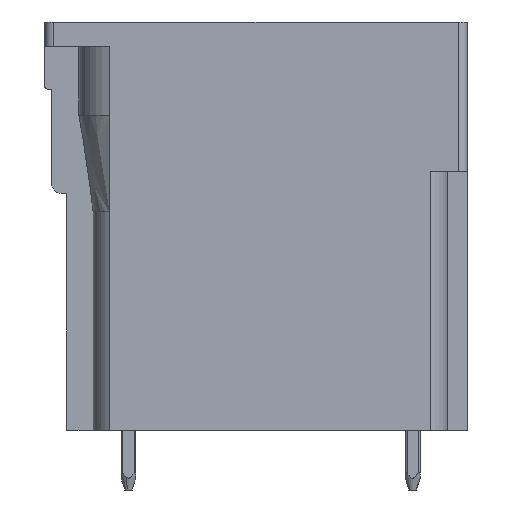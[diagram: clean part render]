
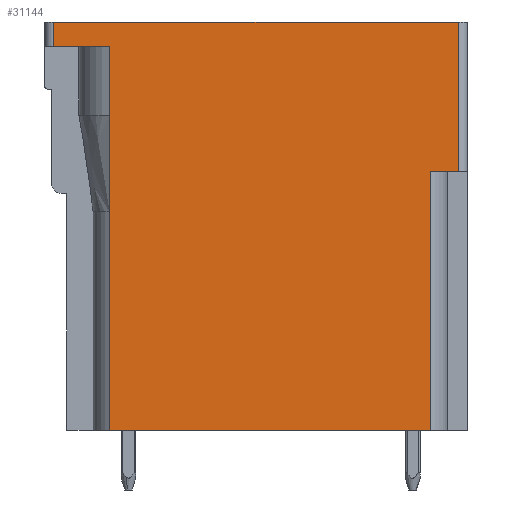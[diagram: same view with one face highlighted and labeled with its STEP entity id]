
A CAD part, left-side view. The second image highlights one B-rep face of the part: STEP entity #31144.
In plain terms, the highlighted planar face has unit normal (-1, 0, 0).
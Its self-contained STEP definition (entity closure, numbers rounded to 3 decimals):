
#31120=AXIS2_PLACEMENT_3D('Plane Axis2P3D',#31117,#31118,#31119) ;
#110=CARTESIAN_POINT('Vertex',(0.,22.2,25.1)) ;
#113=CARTESIAN_POINT('Line Origine',(0.,11.35,25.1)) ;
#117=CARTESIAN_POINT('Vertex',(0.,0.5,25.1)) ;
#3679=CARTESIAN_POINT('Vertex',(0.,2.,3.2)) ;
#3695=CARTESIAN_POINT('Vertex',(0.,2.,17.1)) ;
#3698=CARTESIAN_POINT('Line Origine',(0.,2.,10.15)) ;
#24881=CARTESIAN_POINT('Vertex',(0.,0.5,17.1)) ;
#24884=CARTESIAN_POINT('Line Origine',(0.,1.25,17.1)) ;
#30192=CARTESIAN_POINT('Line Origine',(0.,0.5,14.15)) ;
#30664=CARTESIAN_POINT('Line Origine',(0.,10.6,3.2)) ;
#30668=CARTESIAN_POINT('Vertex',(0.,19.2,3.2)) ;
#31098=CARTESIAN_POINT('Line Origine',(0.,22.2,14.15)) ;
#31102=CARTESIAN_POINT('Vertex',(0.,22.2,23.8)) ;
#31117=CARTESIAN_POINT('Axis2P3D Location',(0.,0.,0.)) ;
#31122=CARTESIAN_POINT('Line Origine',(0.,20.7,23.8)) ;
#31126=CARTESIAN_POINT('Vertex',(0.,19.2,23.8)) ;
#31129=CARTESIAN_POINT('Line Origine',(0.,19.2,13.5)) ;
#114=DIRECTION('Vector Direction',(0.,-1.,0.)) ;
#3699=DIRECTION('Vector Direction',(0.,0.,1.)) ;
#24885=DIRECTION('Vector Direction',(0.,-1.,0.)) ;
#30193=DIRECTION('Vector Direction',(0.,0.,1.)) ;
#30665=DIRECTION('Vector Direction',(0.,-1.,0.)) ;
#31099=DIRECTION('Vector Direction',(0.,0.,1.)) ;
#31118=DIRECTION('Axis2P3D Direction',(-1.,0.,0.)) ;
#31119=DIRECTION('Axis2P3D XDirection',(0.,0.,1.)) ;
#31123=DIRECTION('Vector Direction',(0.,-1.,0.)) ;
#31130=DIRECTION('Vector Direction',(0.,0.,1.)) ;
#115=VECTOR('Line Direction',#114,1.) ;
#3700=VECTOR('Line Direction',#3699,1.) ;
#24886=VECTOR('Line Direction',#24885,1.) ;
#30194=VECTOR('Line Direction',#30193,1.) ;
#30666=VECTOR('Line Direction',#30665,1.) ;
#31100=VECTOR('Line Direction',#31099,1.) ;
#31124=VECTOR('Line Direction',#31123,1.) ;
#31131=VECTOR('Line Direction',#31130,1.) ;
#31135=ORIENTED_EDGE('',*,*,#30670,.T.) ;
#31136=ORIENTED_EDGE('',*,*,#3702,.T.) ;
#31137=ORIENTED_EDGE('',*,*,#24888,.F.) ;
#31138=ORIENTED_EDGE('',*,*,#30196,.T.) ;
#31139=ORIENTED_EDGE('',*,*,#119,.T.) ;
#31140=ORIENTED_EDGE('',*,*,#31104,.T.) ;
#31141=ORIENTED_EDGE('',*,*,#31128,.F.) ;
#31142=ORIENTED_EDGE('',*,*,#31133,.F.) ;
#31144=ADVANCED_FACE('HOUSING',(#31143),#31121,.T.) ;
#119=EDGE_CURVE('',#118,#111,#116,.F.) ;
#3702=EDGE_CURVE('',#3680,#3696,#3701,.T.) ;
#24888=EDGE_CURVE('',#24882,#3696,#24887,.F.) ;
#30196=EDGE_CURVE('',#24882,#118,#30195,.T.) ;
#30670=EDGE_CURVE('',#30669,#3680,#30667,.T.) ;
#31104=EDGE_CURVE('',#111,#31103,#31101,.F.) ;
#31128=EDGE_CURVE('',#31127,#31103,#31125,.F.) ;
#31133=EDGE_CURVE('',#30669,#31127,#31132,.T.) ;
#31134=EDGE_LOOP('',(#31135,#31136,#31137,#31138,#31139,#31140,#31141,#31142)) ;
#31143=FACE_OUTER_BOUND('',#31134,.T.) ;
#116=LINE('Line',#113,#115) ;
#3701=LINE('Line',#3698,#3700) ;
#24887=LINE('Line',#24884,#24886) ;
#30195=LINE('Line',#30192,#30194) ;
#30667=LINE('Line',#30664,#30666) ;
#31101=LINE('Line',#31098,#31100) ;
#31125=LINE('Line',#31122,#31124) ;
#31132=LINE('Line',#31129,#31131) ;
#31121=PLANE('',#31120) ;
#111=VERTEX_POINT('',#110) ;
#118=VERTEX_POINT('',#117) ;
#3680=VERTEX_POINT('',#3679) ;
#3696=VERTEX_POINT('',#3695) ;
#24882=VERTEX_POINT('',#24881) ;
#30669=VERTEX_POINT('',#30668) ;
#31103=VERTEX_POINT('',#31102) ;
#31127=VERTEX_POINT('',#31126) ;
